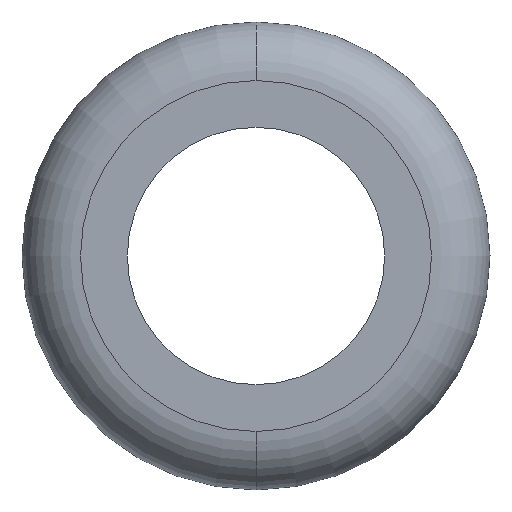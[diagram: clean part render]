
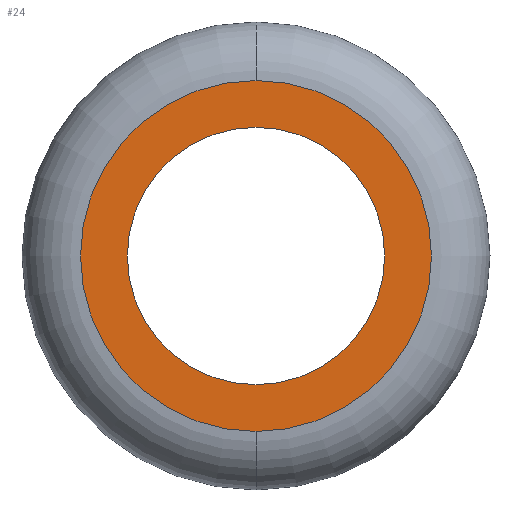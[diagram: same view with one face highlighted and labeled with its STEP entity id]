
A CAD part, front view. The second image highlights one B-rep face of the part: STEP entity #24.
In plain terms, the highlighted planar face has unit normal (0, -1, 0).
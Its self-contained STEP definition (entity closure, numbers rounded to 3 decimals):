
#4 = EDGE_CURVE ( 'NONE', #38, #41, #254, .T. ) ;
#11 = ORIENTED_EDGE ( 'NONE', *, *, #4, .F. ) ;
#13 = ORIENTED_EDGE ( 'NONE', *, *, #43, .F. ) ;
#16 = EDGE_LOOP ( 'NONE', ( #13, #11 ) ) ;
#17 = EDGE_CURVE ( 'NONE', #22, #26, #233, .T. ) ;
#18 = ORIENTED_EDGE ( 'NONE', *, *, #30, .T. ) ;
#20 = EDGE_LOOP ( 'NONE', ( #21, #18 ) ) ;
#21 = ORIENTED_EDGE ( 'NONE', *, *, #17, .T. ) ;
#22 = VERTEX_POINT ( 'NONE', #226 ) ;
#24 = ADVANCED_FACE ( 'NONE', ( #225, #224 ), #223, .T. ) ;
#26 = VERTEX_POINT ( 'NONE', #218 ) ;
#30 = EDGE_CURVE ( 'NONE', #26, #22, #206, .T. ) ;
#38 = VERTEX_POINT ( 'NONE', #244 ) ;
#41 = VERTEX_POINT ( 'NONE', #238 ) ;
#43 = EDGE_CURVE ( 'NONE', #41, #38, #134, .T. ) ;
#121 = CARTESIAN_POINT ( 'NONE',  ( 0., -6.5, 0. ) ) ;
#124 = DIRECTION ( 'NONE',  ( 0., 0., 1. ) ) ;
#125 = AXIS2_PLACEMENT_3D ( 'NONE', #121, #133, #124 ) ;
#133 = DIRECTION ( 'NONE',  ( 0., 1., 0. ) ) ;
#134 = CIRCLE ( 'NONE', #125, 15. ) ;
#192 = CARTESIAN_POINT ( 'NONE',  ( 0., -6.5, 0. ) ) ;
#202 = DIRECTION ( 'NONE',  ( 0., 0., 1. ) ) ;
#203 = DIRECTION ( 'NONE',  ( 0., 1., 0. ) ) ;
#204 = CARTESIAN_POINT ( 'NONE',  ( 0., -6.5, 0. ) ) ;
#205 = AXIS2_PLACEMENT_3D ( 'NONE', #204, #203, #202 ) ;
#206 = CIRCLE ( 'NONE', #205, 11. ) ;
#218 = CARTESIAN_POINT ( 'NONE',  ( 0., -6.5, -11. ) ) ;
#219 = DIRECTION ( 'NONE',  ( 0., 0., -1. ) ) ;
#220 = DIRECTION ( 'NONE',  ( 0., -1., 0. ) ) ;
#221 = CARTESIAN_POINT ( 'NONE',  ( -11., -6.5, 0. ) ) ;
#222 = AXIS2_PLACEMENT_3D ( 'NONE', #221, #220, #219 ) ;
#223 = PLANE ( 'NONE',  #222 ) ;
#224 = FACE_OUTER_BOUND ( 'NONE', #16, .T. ) ;
#225 = FACE_BOUND ( 'NONE', #20, .T. ) ;
#226 = CARTESIAN_POINT ( 'NONE',  ( 0., -6.5, 11. ) ) ;
#228 = DIRECTION ( 'NONE',  ( 0., 0., 1. ) ) ;
#229 = DIRECTION ( 'NONE',  ( 0., 1., 0. ) ) ;
#230 = DIRECTION ( 'NONE',  ( 0., 1., 0. ) ) ;
#231 = CARTESIAN_POINT ( 'NONE',  ( 0., -6.5, 0. ) ) ;
#232 = AXIS2_PLACEMENT_3D ( 'NONE', #231, #229, #228 ) ;
#233 = CIRCLE ( 'NONE', #232, 11. ) ;
#238 = CARTESIAN_POINT ( 'NONE',  ( 0., -6.5, 15. ) ) ;
#244 = CARTESIAN_POINT ( 'NONE',  ( 0., -6.5, -15. ) ) ;
#253 = AXIS2_PLACEMENT_3D ( 'NONE', #192, #230, #255 ) ;
#254 = CIRCLE ( 'NONE', #253, 15. ) ;
#255 = DIRECTION ( 'NONE',  ( 0., 0., 1. ) ) ;
